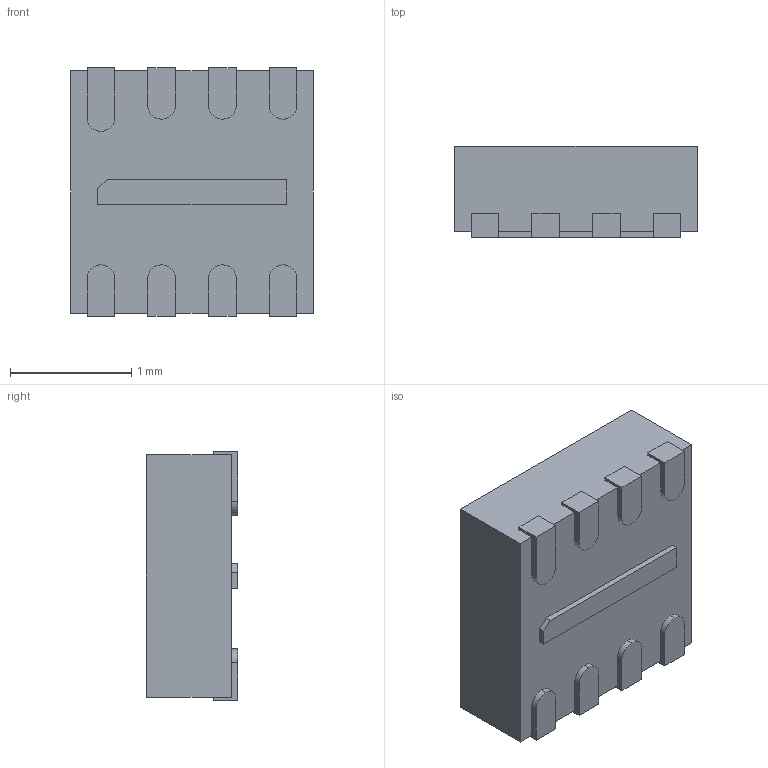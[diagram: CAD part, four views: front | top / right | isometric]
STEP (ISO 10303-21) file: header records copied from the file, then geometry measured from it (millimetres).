
FILE_DESCRIPTION (( 'STEP AP214' ), '1' );
FILE_NAME ('E0776C9D-B654-44DB-BB62-943DDFC47AB0.STEP', '2022-10-24T03:05:48', ( '' ), ( '' ), 'SwSTEP 2.0', 'SolidWorks 2022', '' );
FILE_SCHEMA (( 'AUTOMOTIVE_DESIGN' ));
Length unit declared in the file: millimetre
Products named in the file (1): E0776C9D-B654-44DB-BB62-943DDFC47AB0
Bounding box: 2 x 0.75 x 2.05 mm (x, y, z)
Volume: 2.9 mm3; surface area: 14.5 mm2
Topology: 1 solids, 1 shells, 376 faces, 1014 edges, 676 vertices
Faces by surface type: plane 242, bspline 120, cylinder 14
Entity records: 19239 total; most frequent: CARTESIAN_POINT 9699, ORIENTED_EDGE 2028, DIRECTION 1316, EDGE_CURVE 1014, VECTOR 746, LINE 746, VERTEX_POINT 676, EDGE_LOOP 412
